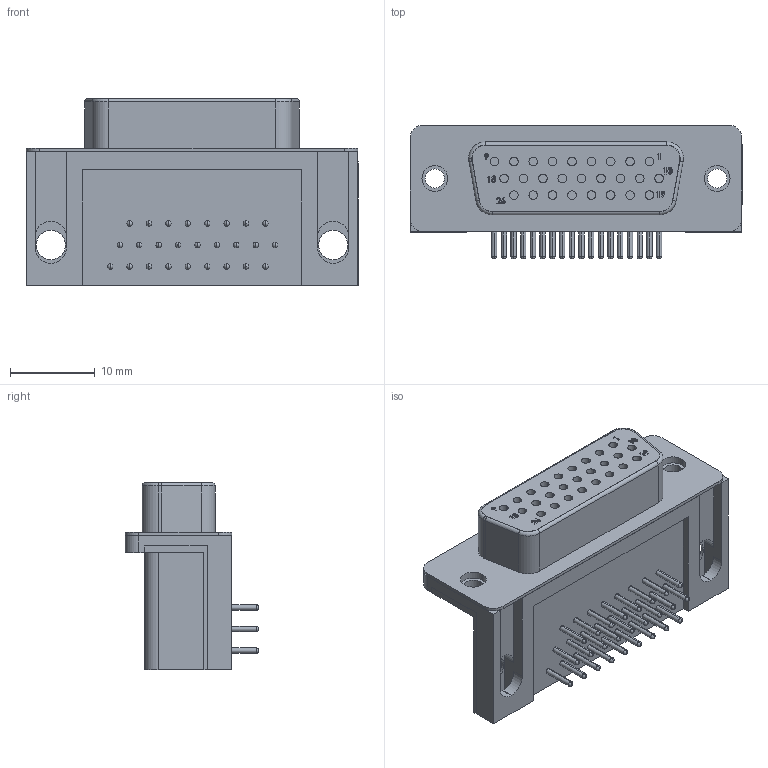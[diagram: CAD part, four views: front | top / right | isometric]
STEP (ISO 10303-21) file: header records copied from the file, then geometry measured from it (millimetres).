
FILE_DESCRIPTION (( 'STEP AP203' ), '1' );
FILE_NAME ('181-026-213.STEP', '2014-06-19T02:43:14', ( '' ), ( '' ), 'SwSTEP 2.0', 'SolidWorks 2012', '' );
FILE_SCHEMA (( 'CONFIG_CONTROL_DESIGN' ));
Length unit declared in the file: inch
Products named in the file (1): 181-026-213
Bounding box: 39.2 x 15.77 x 22.12 mm (x, y, z)
Volume: 6044.5 mm3; surface area: 5094.1 mm2
Topology: 1 solids, 1 shells, 445 faces, 1046 edges, 672 vertices
Faces by surface type: plane 181, cylinder 151, torus 57, bspline 56
Entity records: 15778 total; most frequent: CARTESIAN_POINT 5452, DIRECTION 2121, ORIENTED_EDGE 2092, EDGE_CURVE 1046, AXIS2_PLACEMENT_3D 797, VERTEX_POINT 672, LINE 527, VECTOR 527
